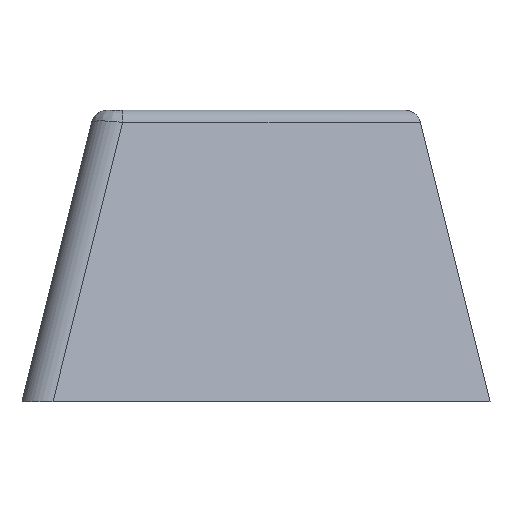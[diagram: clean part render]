
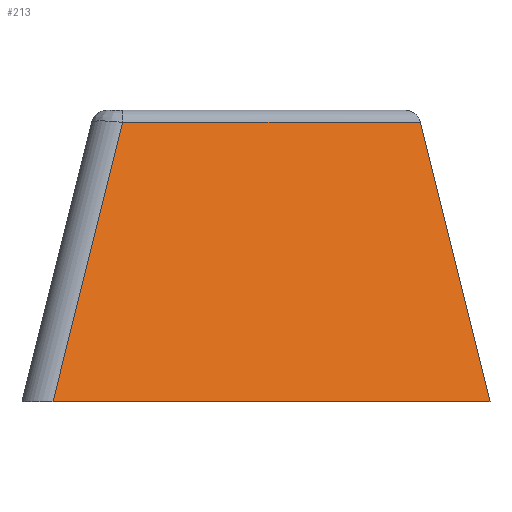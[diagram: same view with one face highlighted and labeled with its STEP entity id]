
A CAD part, left-side view. The second image highlights one B-rep face of the part: STEP entity #213.
In plain terms, the highlighted planar face has unit normal (-0.97, 0, 0.241).
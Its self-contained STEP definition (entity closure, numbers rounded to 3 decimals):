
#174=CARTESIAN_POINT('',(10.059,-55.725,2.145));
#175=DIRECTION('',(-0.97,0.,0.242));
#176=DIRECTION('',(0.242,0.,0.97));
#177=AXIS2_PLACEMENT_3D('',#174,#175,#176);
#178=PLANE('',#177);
#179=CARTESIAN_POINT('',(12.245,-62.155,10.926));
#180=VERTEX_POINT('',#179);
#181=CARTESIAN_POINT('',(12.245,-50.507,10.926));
#182=VERTEX_POINT('',#181);
#183=CARTESIAN_POINT('',(12.245,-62.155,10.926));
#184=DIRECTION('',(0.,1.,0.));
#185=VECTOR('',#184,11.648);
#186=LINE('',#183,#185);
#187=EDGE_CURVE('',#180,#182,#186,.T.);
#188=ORIENTED_EDGE('',*,*,#187,.T.);
#189=CARTESIAN_POINT('',(9.525,-47.788,0.));
#190=VERTEX_POINT('',#189);
#191=CARTESIAN_POINT('',(12.245,-50.507,10.926));
#192=DIRECTION('',(-0.235,0.235,-0.943));
#193=VECTOR('',#192,11.583);
#194=LINE('',#191,#193);
#195=EDGE_CURVE('',#182,#190,#194,.T.);
#196=ORIENTED_EDGE('',*,*,#195,.T.);
#197=CARTESIAN_POINT('',(9.525,-64.875,0.));
#198=VERTEX_POINT('',#197);
#199=CARTESIAN_POINT('',(9.525,-47.788,0.));
#200=DIRECTION('',(-0.,-1.,-0.));
#201=VECTOR('',#200,17.087);
#202=LINE('',#199,#201);
#203=EDGE_CURVE('',#190,#198,#202,.T.);
#204=ORIENTED_EDGE('',*,*,#203,.T.);
#205=CARTESIAN_POINT('',(9.525,-64.875,0.));
#206=DIRECTION('',(0.235,0.235,0.943));
#207=VECTOR('',#206,11.583);
#208=LINE('',#205,#207);
#209=EDGE_CURVE('',#198,#180,#208,.T.);
#210=ORIENTED_EDGE('',*,*,#209,.T.);
#211=EDGE_LOOP('',(#188,#196,#204,#210));
#212=FACE_BOUND('',#211,.T.);
#213=ADVANCED_FACE('',(#212),#178,.T.);
